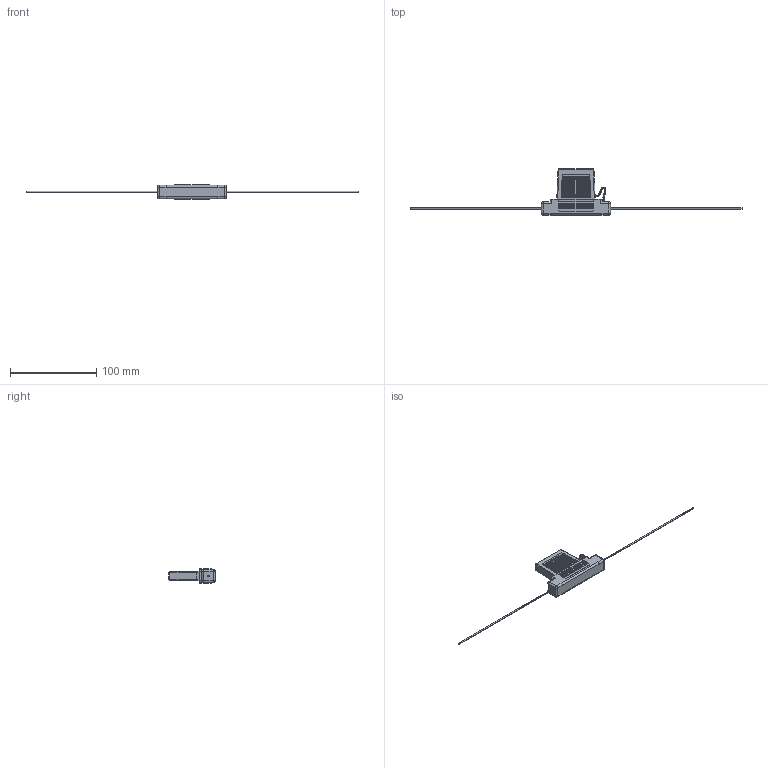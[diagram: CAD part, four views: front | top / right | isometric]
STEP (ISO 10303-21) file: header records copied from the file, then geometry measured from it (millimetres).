
FILE_DESCRIPTION (( 'STEP AP214' ), '1' );
FILE_NAME ('BF353L.STEP', '2019-12-03T19:57:57', ( '' ), ( '' ), 'SwSTEP 2.0', 'SolidWorks 2016', '' );
FILE_SCHEMA (( 'AUTOMOTIVE_DESIGN' ));
Length unit declared in the file: millimetre
Products named in the file (1): BF353L
Bounding box: 384.8 x 53.45 x 16.5 mm (x, y, z)
Volume: 38467 mm3; surface area: 15578.1 mm2
Topology: 6 solids, 6 shells, 373 faces, 886 edges, 552 vertices
Faces by surface type: plane 251, cylinder 82, torus 24, sphere 16
Entity records: 10645 total; most frequent: CARTESIAN_POINT 1824, DIRECTION 1794, ORIENTED_EDGE 1748, EDGE_CURVE 874, VECTOR 686, LINE 686, AXIS2_PLACEMENT_3D 554, VERTEX_POINT 552
